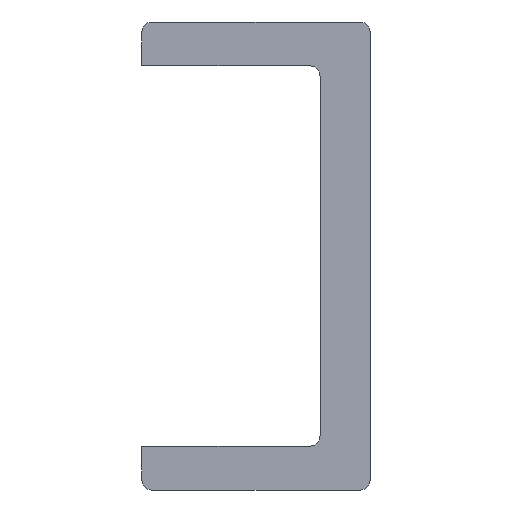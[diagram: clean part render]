
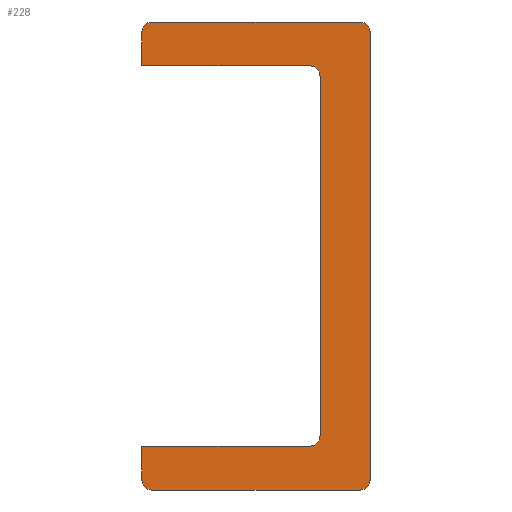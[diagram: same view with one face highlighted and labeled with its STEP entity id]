
A CAD part, front view. The second image highlights one B-rep face of the part: STEP entity #228.
In plain terms, the highlighted planar face has unit normal (0, -1, 0).
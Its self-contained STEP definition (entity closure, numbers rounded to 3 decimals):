
#228 = ADVANCED_FACE( '', ( #597 ), #598, .F. );
#597 = FACE_OUTER_BOUND( '', #1012, .T. );
#598 = PLANE( '', #1013 );
#1012 = EDGE_LOOP( '', ( #1583, #1584, #1585, #1586, #1587, #1588, #1589, #1590, #1591, #1592, #1593, #1594, #1595, #1596 ) );
#1013 = AXIS2_PLACEMENT_3D( '', #1597, #1598, #1599 );
#1583 = ORIENTED_EDGE( '', *, *, #1942, .F. );
#1584 = ORIENTED_EDGE( '', *, *, #1979, .T. );
#1585 = ORIENTED_EDGE( '', *, *, #1911, .F. );
#1586 = ORIENTED_EDGE( '', *, *, #1977, .T. );
#1587 = ORIENTED_EDGE( '', *, *, #1798, .F. );
#1588 = ORIENTED_EDGE( '', *, *, #1815, .F. );
#1589 = ORIENTED_EDGE( '', *, *, #1839, .F. );
#1590 = ORIENTED_EDGE( '', *, *, #1887, .F. );
#1591 = ORIENTED_EDGE( '', *, *, #1891, .F. );
#1592 = ORIENTED_EDGE( '', *, *, #1962, .F. );
#1593 = ORIENTED_EDGE( '', *, *, #1980, .F. );
#1594 = ORIENTED_EDGE( '', *, *, #1981, .T. );
#1595 = ORIENTED_EDGE( '', *, *, #1847, .F. );
#1596 = ORIENTED_EDGE( '', *, *, #1786, .T. );
#1597 = CARTESIAN_POINT( '', ( -10.5, 0., 21.5 ) );
#1598 = DIRECTION( '', ( 0., 1., 0. ) );
#1599 = DIRECTION( '', ( 0., 0., 1. ) );
#1786 = EDGE_CURVE( '', #2029, #2027, #2030, .F. );
#1798 = EDGE_CURVE( '', #2048, #2049, #2050, .T. );
#1815 = EDGE_CURVE( '', #2077, #2048, #2078, .T. );
#1839 = EDGE_CURVE( '', #2116, #2077, #2117, .T. );
#1847 = EDGE_CURVE( '', #2029, #2129, #2130, .T. );
#1887 = EDGE_CURVE( '', #2202, #2116, #2203, .T. );
#1891 = EDGE_CURVE( '', #2208, #2202, #2209, .T. );
#1911 = EDGE_CURVE( '', #2238, #2239, #2240, .T. );
#1942 = EDGE_CURVE( '', #2296, #2027, #2298, .T. );
#1962 = EDGE_CURVE( '', #2325, #2208, #2326, .T. );
#1977 = EDGE_CURVE( '', #2238, #2049, #2344, .F. );
#1979 = EDGE_CURVE( '', #2296, #2239, #2346, .F. );
#1980 = EDGE_CURVE( '', #2347, #2325, #2348, .T. );
#1981 = EDGE_CURVE( '', #2347, #2129, #2349, .F. );
#2027 = VERTEX_POINT( '', #2401 );
#2029 = VERTEX_POINT( '', #2404 );
#2030 = CIRCLE( '', #2405, 0.9 );
#2048 = VERTEX_POINT( '', #2424 );
#2049 = VERTEX_POINT( '', #2425 );
#2050 = LINE( '', #2426, #2427 );
#2077 = VERTEX_POINT( '', #2457 );
#2078 = LINE( '', #2458, #2459 );
#2116 = VERTEX_POINT( '', #2499 );
#2117 = CIRCLE( '', #2500, 1. );
#2129 = VERTEX_POINT( '', #2514 );
#2130 = LINE( '', #2515, #2516 );
#2202 = VERTEX_POINT( '', #2589 );
#2203 = LINE( '', #2590, #2591 );
#2208 = VERTEX_POINT( '', #2598 );
#2209 = CIRCLE( '', #2599, 1. );
#2238 = VERTEX_POINT( '', #2633 );
#2239 = VERTEX_POINT( '', #2634 );
#2240 = LINE( '', #2635, #2636 );
#2296 = VERTEX_POINT( '', #2694 );
#2298 = LINE( '', #2697, #2698 );
#2325 = VERTEX_POINT( '', #2725 );
#2326 = LINE( '', #2726, #2727 );
#2344 = CIRCLE( '', #2746, 0.9 );
#2346 = CIRCLE( '', #2748, 0.9 );
#2347 = VERTEX_POINT( '', #2749 );
#2348 = LINE( '', #2750, #2751 );
#2349 = CIRCLE( '', #2752, 0.9 );
#2401 = CARTESIAN_POINT( '', ( 10.5, 0., -20.6 ) );
#2404 = CARTESIAN_POINT( '', ( 9.6, 0., -21.5 ) );
#2405 = AXIS2_PLACEMENT_3D( '', #2806, #2807, #2808 );
#2424 = CARTESIAN_POINT( '', ( -10.5, 0., 17.5 ) );
#2425 = CARTESIAN_POINT( '', ( -10.5, 0., 20.6 ) );
#2426 = CARTESIAN_POINT( '', ( -10.5, 0., -21.5 ) );
#2427 = VECTOR( '', #2828, 1000. );
#2457 = CARTESIAN_POINT( '', ( 4.9, 0., 17.5 ) );
#2458 = CARTESIAN_POINT( '', ( 4.9, 0., 17.5 ) );
#2459 = VECTOR( '', #2856, 1000. );
#2499 = CARTESIAN_POINT( '', ( 5.9, 0., 16.5 ) );
#2500 = AXIS2_PLACEMENT_3D( '', #2898, #2899, #2900 );
#2514 = CARTESIAN_POINT( '', ( -9.6, 0., -21.5 ) );
#2515 = CARTESIAN_POINT( '', ( 10.5, 0., -21.5 ) );
#2516 = VECTOR( '', #2912, 1000. );
#2589 = CARTESIAN_POINT( '', ( 5.9, 0., -16.5 ) );
#2590 = CARTESIAN_POINT( '', ( 5.9, 0., 16.5 ) );
#2591 = VECTOR( '', #3010, 1000. );
#2598 = CARTESIAN_POINT( '', ( 4.9, 0., -17.5 ) );
#2599 = AXIS2_PLACEMENT_3D( '', #3013, #3014, #3015 );
#2633 = CARTESIAN_POINT( '', ( -9.6, 0., 21.5 ) );
#2634 = CARTESIAN_POINT( '', ( 9.6, 0., 21.5 ) );
#2635 = CARTESIAN_POINT( '', ( -10.5, 0., 21.5 ) );
#2636 = VECTOR( '', #3042, 1000. );
#2694 = CARTESIAN_POINT( '', ( 10.5, 0., 20.6 ) );
#2697 = CARTESIAN_POINT( '', ( 10.5, 0., 21.5 ) );
#2698 = VECTOR( '', #3124, 1000. );
#2725 = CARTESIAN_POINT( '', ( -10.5, 0., -17.5 ) );
#2726 = CARTESIAN_POINT( '', ( 4.9, 0., -17.5 ) );
#2727 = VECTOR( '', #3146, 1000. );
#2746 = AXIS2_PLACEMENT_3D( '', #3157, #3158, #3159 );
#2748 = AXIS2_PLACEMENT_3D( '', #3160, #3161, #3162 );
#2749 = CARTESIAN_POINT( '', ( -10.5, 0., -20.6 ) );
#2750 = CARTESIAN_POINT( '', ( -10.5, 0., -21.5 ) );
#2751 = VECTOR( '', #3163, 1000. );
#2752 = AXIS2_PLACEMENT_3D( '', #3164, #3165, #3166 );
#2806 = CARTESIAN_POINT( '', ( 9.6, 0., -20.6 ) );
#2807 = DIRECTION( '', ( 0., 1., 0. ) );
#2808 = DIRECTION( '', ( 0., 0., 1. ) );
#2828 = DIRECTION( '', ( 0., 0., 1. ) );
#2856 = DIRECTION( '', ( -1., 0., 0. ) );
#2898 = CARTESIAN_POINT( '', ( 4.9, 0., 16.5 ) );
#2899 = DIRECTION( '', ( 0., -1., 0. ) );
#2900 = DIRECTION( '', ( -1., 0., 0. ) );
#2912 = DIRECTION( '', ( -1., 0., 0. ) );
#3010 = DIRECTION( '', ( 0., 0., 1. ) );
#3013 = CARTESIAN_POINT( '', ( 4.9, 0., -16.5 ) );
#3014 = DIRECTION( '', ( 0., -1., 0. ) );
#3015 = DIRECTION( '', ( -1., 0., 0. ) );
#3042 = DIRECTION( '', ( 1., 0., 0. ) );
#3124 = DIRECTION( '', ( 0., 0., -1. ) );
#3146 = DIRECTION( '', ( 1., 0., 0. ) );
#3157 = CARTESIAN_POINT( '', ( -9.6, 0., 20.6 ) );
#3158 = DIRECTION( '', ( 0., 1., 0. ) );
#3159 = DIRECTION( '', ( 0., 0., 1. ) );
#3160 = CARTESIAN_POINT( '', ( 9.6, 0., 20.6 ) );
#3161 = DIRECTION( '', ( 0., 1., 0. ) );
#3162 = DIRECTION( '', ( 0., 0., 1. ) );
#3163 = DIRECTION( '', ( 0., 0., 1. ) );
#3164 = CARTESIAN_POINT( '', ( -9.6, 0., -20.6 ) );
#3165 = DIRECTION( '', ( 0., 1., 0. ) );
#3166 = DIRECTION( '', ( 0., 0., 1. ) );
